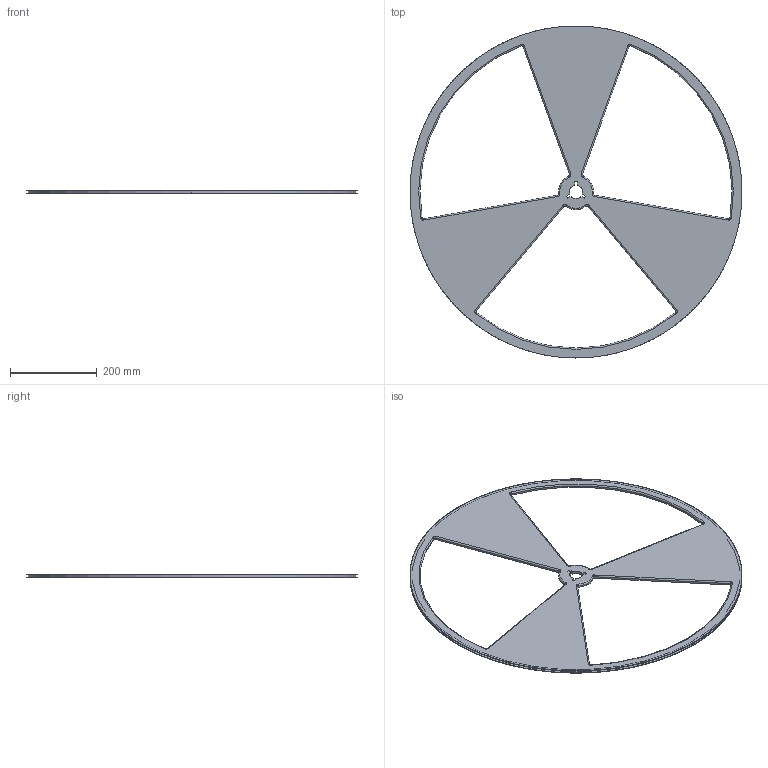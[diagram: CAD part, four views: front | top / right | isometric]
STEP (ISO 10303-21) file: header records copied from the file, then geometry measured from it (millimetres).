
FILE_DESCRIPTION(('3DEXPERIENCE STEP','CAx-IF Rec.Pracs.--- Composite Materials ---3.4---2017-06-13'),'2;1');
FILE_NAME('ResultFile.step','2024-02-17T16:58:09+00:00',('none'),('none'),'3DEXPERIENCE Platform3D Asset Translator 4.0.8','3DEXPERIENCE Platform STEP AP203 v3','none');
FILE_SCHEMA(('CONFIG_CONTROL_DESIGN'));
Products named in the file (1): ResultFile
Bounding box: 765.8 x 765.8 x 7 mm (x, y, z)
Volume: 1271618.6 mm3; surface area: 443086 mm2
Topology: 1 solids, 1 shells, 2390 faces, 7122 edges, 4736 vertices
Faces by surface type: cylinder 2344, torus 24, plane 16, bspline 6
Entity records: 69255 total; most frequent: ORIENTED_EDGE 14244, CARTESIAN_POINT 12776, DIRECTION 8018, EDGE_CURVE 7122, AXIS2_PLACEMENT_3D 5182, VERTEX_POINT 4736, CIRCLE 4724, EDGE_LOOP 2400
